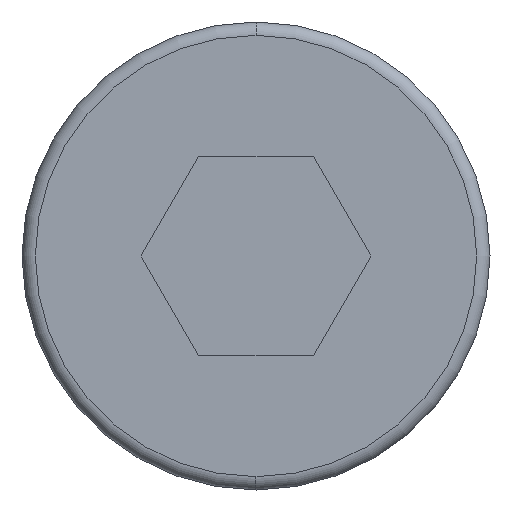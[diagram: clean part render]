
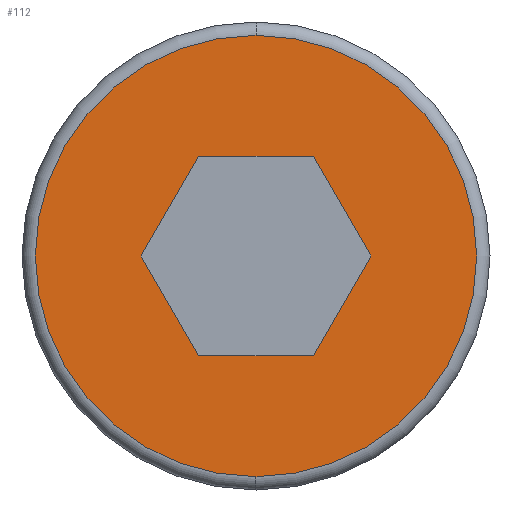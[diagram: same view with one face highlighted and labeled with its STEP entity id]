
A CAD part, left-side view. The second image highlights one B-rep face of the part: STEP entity #112.
In plain terms, the highlighted planar face has unit normal (-1, 0, 0).
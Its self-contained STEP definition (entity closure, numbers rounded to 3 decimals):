
#1 = DIRECTION ( 'NONE',  ( 0., 0.5, -0.866 ) ) ;
#4 = DIRECTION ( 'NONE',  ( 0., -0.5, 0.866 ) ) ;
#5 = CARTESIAN_POINT ( 'NONE',  ( 0., 0., -3.3 ) ) ;
#11 = VECTOR ( 'NONE', #374, 1000. ) ;
#16 = DIRECTION ( 'NONE',  ( -1., 0., 0. ) ) ;
#24 = VECTOR ( 'NONE', #65, 1000. ) ;
#41 = CARTESIAN_POINT ( 'NONE',  ( 0., -1.72, 0. ) ) ;
#45 = AXIS2_PLACEMENT_3D ( 'NONE', #263, #221, #124 ) ;
#60 = ORIENTED_EDGE ( 'NONE', *, *, #119, .F. ) ;
#65 = DIRECTION ( 'NONE',  ( 0., 1., 0. ) ) ;
#66 = EDGE_CURVE ( 'NONE', #515, #545, #180, .T. ) ;
#73 = VERTEX_POINT ( 'NONE', #473 ) ;
#78 = CARTESIAN_POINT ( 'NONE',  ( 0., 0.86, 1.49 ) ) ;
#79 = VERTEX_POINT ( 'NONE', #514 ) ;
#96 = EDGE_LOOP ( 'NONE', ( #170, #60, #196, #214, #314, #521 ) ) ;
#97 = ORIENTED_EDGE ( 'NONE', *, *, #167, .T. ) ;
#98 = DIRECTION ( 'NONE',  ( 0., 0.5, 0.866 ) ) ;
#99 = DIRECTION ( 'NONE',  ( 0., 0., 1. ) ) ;
#112 = ADVANCED_FACE ( 'NONE', ( #550, #511 ), #142, .T. ) ;
#119 = EDGE_CURVE ( 'NONE', #545, #79, #356, .T. ) ;
#124 = DIRECTION ( 'NONE',  ( 0., 0., 1. ) ) ;
#142 = PLANE ( 'NONE',  #535 ) ;
#167 = EDGE_CURVE ( 'NONE', #596, #73, #178, .T. ) ;
#169 = LINE ( 'NONE', #509, #464 ) ;
#170 = ORIENTED_EDGE ( 'NONE', *, *, #572, .F. ) ;
#174 = DIRECTION ( 'NONE',  ( 0., -0.5, -0.866 ) ) ;
#178 = CIRCLE ( 'NONE', #332, 3.3 ) ;
#180 = LINE ( 'NONE', #323, #11 ) ;
#192 = CARTESIAN_POINT ( 'NONE',  ( 0., -0.86, -1.49 ) ) ;
#196 = ORIENTED_EDGE ( 'NONE', *, *, #66, .F. ) ;
#197 = EDGE_LOOP ( 'NONE', ( #329, #97 ) ) ;
#214 = ORIENTED_EDGE ( 'NONE', *, *, #447, .F. ) ;
#221 = DIRECTION ( 'NONE',  ( -1., 0., 0. ) ) ;
#228 = CARTESIAN_POINT ( 'NONE',  ( 0., -0.86, 1.49 ) ) ;
#237 = CARTESIAN_POINT ( 'NONE',  ( 0., 0., 0. ) ) ;
#238 = CARTESIAN_POINT ( 'NONE',  ( 0., 1.72, 0. ) ) ;
#251 = CIRCLE ( 'NONE', #45, 3.3 ) ;
#256 = LINE ( 'NONE', #524, #541 ) ;
#263 = CARTESIAN_POINT ( 'NONE',  ( 0., 0., 0. ) ) ;
#267 = VECTOR ( 'NONE', #98, 1000. ) ;
#285 = DIRECTION ( 'NONE',  ( 0., 0., 1. ) ) ;
#289 = CARTESIAN_POINT ( 'NONE',  ( 0., -0.86, -1.49 ) ) ;
#314 = ORIENTED_EDGE ( 'NONE', *, *, #526, .F. ) ;
#323 = CARTESIAN_POINT ( 'NONE',  ( 0., 0.86, -1.49 ) ) ;
#329 = ORIENTED_EDGE ( 'NONE', *, *, #380, .T. ) ;
#332 = AXIS2_PLACEMENT_3D ( 'NONE', #391, #16, #99 ) ;
#356 = LINE ( 'NONE', #289, #457 ) ;
#363 = EDGE_CURVE ( 'NONE', #513, #480, #510, .T. ) ;
#374 = DIRECTION ( 'NONE',  ( 0., -1., 0. ) ) ;
#380 = EDGE_CURVE ( 'NONE', #73, #596, #251, .T. ) ;
#391 = CARTESIAN_POINT ( 'NONE',  ( 0., 0., 0. ) ) ;
#413 = CARTESIAN_POINT ( 'NONE',  ( 0., -0.86, 1.49 ) ) ;
#421 = CARTESIAN_POINT ( 'NONE',  ( 0., 0.86, -1.49 ) ) ;
#447 = EDGE_CURVE ( 'NONE', #552, #515, #169, .T. ) ;
#457 = VECTOR ( 'NONE', #4, 1000. ) ;
#464 = VECTOR ( 'NONE', #174, 1000. ) ;
#473 = CARTESIAN_POINT ( 'NONE',  ( 0., 0., 3.3 ) ) ;
#478 = LINE ( 'NONE', #41, #267 ) ;
#480 = VERTEX_POINT ( 'NONE', #78 ) ;
#509 = CARTESIAN_POINT ( 'NONE',  ( 0., 1.72, 0. ) ) ;
#510 = LINE ( 'NONE', #413, #24 ) ;
#511 = FACE_BOUND ( 'NONE', #96, .T. ) ;
#513 = VERTEX_POINT ( 'NONE', #228 ) ;
#514 = CARTESIAN_POINT ( 'NONE',  ( 0., -1.72, 0. ) ) ;
#515 = VERTEX_POINT ( 'NONE', #421 ) ;
#521 = ORIENTED_EDGE ( 'NONE', *, *, #363, .F. ) ;
#522 = DIRECTION ( 'NONE',  ( -1., 0., 0. ) ) ;
#524 = CARTESIAN_POINT ( 'NONE',  ( 0., 0.86, 1.49 ) ) ;
#526 = EDGE_CURVE ( 'NONE', #480, #552, #256, .T. ) ;
#535 = AXIS2_PLACEMENT_3D ( 'NONE', #237, #522, #285 ) ;
#541 = VECTOR ( 'NONE', #1, 1000. ) ;
#545 = VERTEX_POINT ( 'NONE', #192 ) ;
#550 = FACE_OUTER_BOUND ( 'NONE', #197, .T. ) ;
#552 = VERTEX_POINT ( 'NONE', #238 ) ;
#572 = EDGE_CURVE ( 'NONE', #79, #513, #478, .T. ) ;
#596 = VERTEX_POINT ( 'NONE', #5 ) ;
